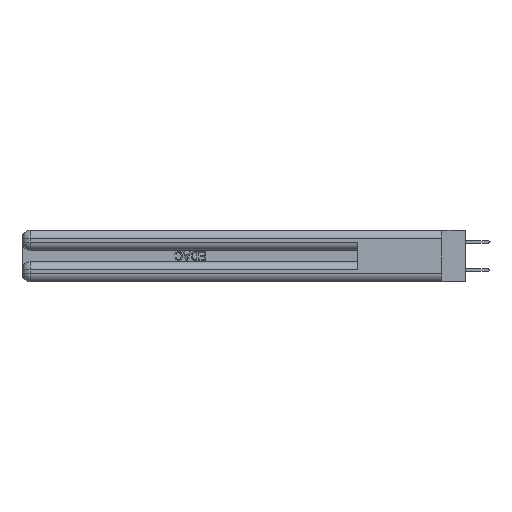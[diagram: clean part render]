
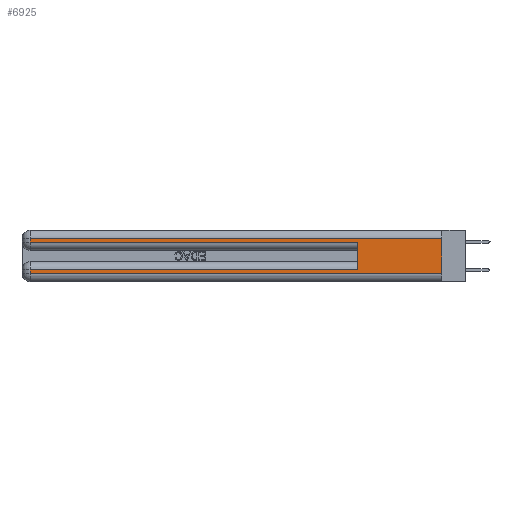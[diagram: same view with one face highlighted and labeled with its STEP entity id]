
A CAD part, left-side view. The second image highlights one B-rep face of the part: STEP entity #6925.
In plain terms, the highlighted planar face has unit normal (-1, 0, 0).
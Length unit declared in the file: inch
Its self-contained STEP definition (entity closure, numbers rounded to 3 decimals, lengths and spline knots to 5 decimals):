
#2490 = ORIENTED_EDGE ( 'NONE', *, *, #37565, .T. ) ;
#3356 = CARTESIAN_POINT ( 'NONE',  ( 0., 0., 0.06 ) ) ;
#4334 = CARTESIAN_POINT ( 'NONE',  ( 0., 0.6, 0.085 ) ) ;
#4775 = DIRECTION ( 'NONE',  ( 0., 1., 0. ) ) ;
#4974 = CARTESIAN_POINT ( 'NONE',  ( 0., 0., 0.31 ) ) ;
#5045 = EDGE_LOOP ( 'NONE', ( #23087, #17232, #34655, #37271, #25110, #8739, #2490, #40413 ) ) ;
#5308 = LINE ( 'NONE', #9311, #13225 ) ;
#5379 = LINE ( 'NONE', #12863, #40225 ) ;
#6925 = ADVANCED_FACE ( 'NONE', ( #33246 ), #35156, .F. ) ;
#7996 = CARTESIAN_POINT ( 'NONE',  ( 0., 0., 0.085 ) ) ;
#8739 = ORIENTED_EDGE ( 'NONE', *, *, #27958, .T. ) ;
#9311 = CARTESIAN_POINT ( 'NONE',  ( 0., 0., 0.285 ) ) ;
#9596 = LINE ( 'NONE', #43528, #26524 ) ;
#9673 = VECTOR ( 'NONE', #4775, 39.37008 ) ;
#10140 = EDGE_CURVE ( 'NONE', #43046, #31269, #17172, .T. ) ;
#10957 = DIRECTION ( 'NONE',  ( 0., 0., -1. ) ) ;
#11013 = VERTEX_POINT ( 'NONE', #13354 ) ;
#12863 = CARTESIAN_POINT ( 'NONE',  ( 0., 0., 0.37 ) ) ;
#13225 = VECTOR ( 'NONE', #26155, 39.37008 ) ;
#13354 = CARTESIAN_POINT ( 'NONE',  ( 0., 2.94, 0.31 ) ) ;
#13478 = EDGE_CURVE ( 'NONE', #38409, #16120, #5308, .T. ) ;
#14165 = LINE ( 'NONE', #34793, #32087 ) ;
#14828 = CARTESIAN_POINT ( 'NONE',  ( 0., 0.6, 0.285 ) ) ;
#16120 = VERTEX_POINT ( 'NONE', #14828 ) ;
#17004 = CARTESIAN_POINT ( 'NONE',  ( 0., 2.94, 0.06 ) ) ;
#17172 = LINE ( 'NONE', #39914, #42977 ) ;
#17232 = ORIENTED_EDGE ( 'NONE', *, *, #30926, .T. ) ;
#17976 = DIRECTION ( 'NONE',  ( 0., 0., 1. ) ) ;
#18163 = CARTESIAN_POINT ( 'NONE',  ( 0., 2.94, 0.285 ) ) ;
#18352 = DIRECTION ( 'NONE',  ( 1., 0., 0. ) ) ;
#18685 = LINE ( 'NONE', #7996, #9673 ) ;
#18939 = VECTOR ( 'NONE', #41816, 39.37008 ) ;
#21330 = EDGE_CURVE ( 'NONE', #39429, #31269, #5379, .T. ) ;
#23087 = ORIENTED_EDGE ( 'NONE', *, *, #21330, .F. ) ;
#23395 = DIRECTION ( 'NONE',  ( 0., 0., -1. ) ) ;
#24279 = EDGE_CURVE ( 'NONE', #34247, #16120, #14165, .T. ) ;
#25110 = ORIENTED_EDGE ( 'NONE', *, *, #24279, .F. ) ;
#26155 = DIRECTION ( 'NONE',  ( 0., -1., 0. ) ) ;
#26524 = VECTOR ( 'NONE', #23395, 39.37008 ) ;
#27816 = CARTESIAN_POINT ( 'NONE',  ( 0., 2.94, 0.37 ) ) ;
#27928 = LINE ( 'NONE', #4974, #18939 ) ;
#27958 = EDGE_CURVE ( 'NONE', #34247, #31480, #18685, .T. ) ;
#30926 = EDGE_CURVE ( 'NONE', #39429, #11013, #27928, .T. ) ;
#31167 = CARTESIAN_POINT ( 'NONE',  ( 0., 2.94, 0.085 ) ) ;
#31269 = VERTEX_POINT ( 'NONE', #3356 ) ;
#31480 = VERTEX_POINT ( 'NONE', #31167 ) ;
#32087 = VECTOR ( 'NONE', #17976, 39.37008 ) ;
#33116 = VECTOR ( 'NONE', #10957, 39.37008 ) ;
#33246 = FACE_OUTER_BOUND ( 'NONE', #5045, .T. ) ;
#33848 = CARTESIAN_POINT ( 'NONE',  ( 0., 0., 0.31 ) ) ;
#34247 = VERTEX_POINT ( 'NONE', #4334 ) ;
#34655 = ORIENTED_EDGE ( 'NONE', *, *, #40849, .T. ) ;
#34793 = CARTESIAN_POINT ( 'NONE',  ( 0., 0.6, 0.145 ) ) ;
#35156 = PLANE ( 'NONE',  #39849 ) ;
#36512 = DIRECTION ( 'NONE',  ( 0., -1., 0. ) ) ;
#37271 = ORIENTED_EDGE ( 'NONE', *, *, #13478, .T. ) ;
#37565 = EDGE_CURVE ( 'NONE', #31480, #43046, #9596, .T. ) ;
#38409 = VERTEX_POINT ( 'NONE', #18163 ) ;
#38534 = CARTESIAN_POINT ( 'NONE',  ( 0., 0., 0.37 ) ) ;
#39429 = VERTEX_POINT ( 'NONE', #33848 ) ;
#39849 = AXIS2_PLACEMENT_3D ( 'NONE', #38534, #18352, #41916 ) ;
#39868 = DIRECTION ( 'NONE',  ( 0., 0., -1. ) ) ;
#39914 = CARTESIAN_POINT ( 'NONE',  ( 0., 0., 0.06 ) ) ;
#40225 = VECTOR ( 'NONE', #39868, 39.37008 ) ;
#40413 = ORIENTED_EDGE ( 'NONE', *, *, #10140, .T. ) ;
#40849 = EDGE_CURVE ( 'NONE', #11013, #38409, #42067, .T. ) ;
#41816 = DIRECTION ( 'NONE',  ( 0., 1., 0. ) ) ;
#41916 = DIRECTION ( 'NONE',  ( 0., 0., -1. ) ) ;
#42067 = LINE ( 'NONE', #27816, #33116 ) ;
#42977 = VECTOR ( 'NONE', #36512, 39.37008 ) ;
#43046 = VERTEX_POINT ( 'NONE', #17004 ) ;
#43528 = CARTESIAN_POINT ( 'NONE',  ( 0., 2.94, 0.37 ) ) ;
